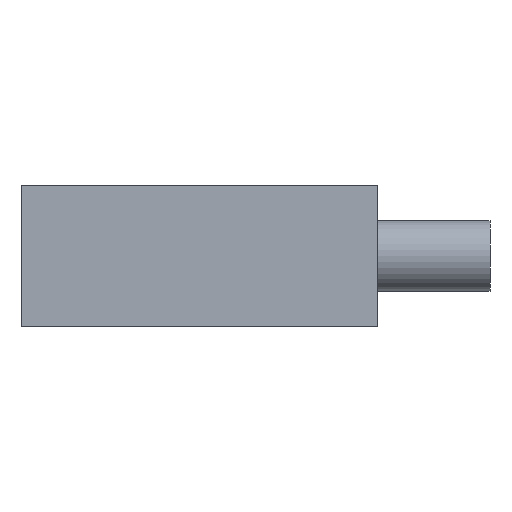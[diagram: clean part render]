
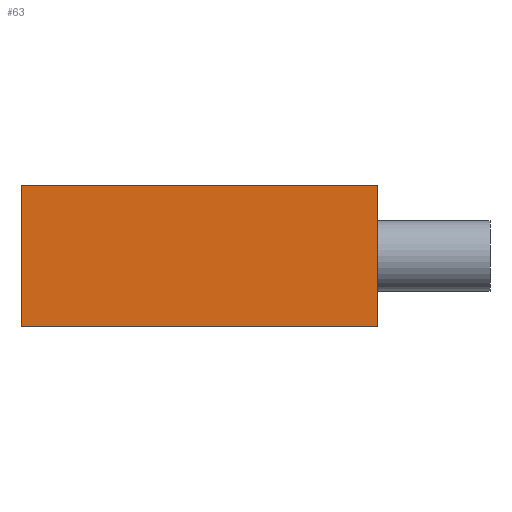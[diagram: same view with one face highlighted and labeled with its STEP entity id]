
A CAD part, left-side view. The second image highlights one B-rep face of the part: STEP entity #63.
In plain terms, the highlighted planar face has unit normal (-1, 0, 0).
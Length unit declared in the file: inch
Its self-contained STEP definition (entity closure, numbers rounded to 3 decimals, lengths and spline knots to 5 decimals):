
#63=ADVANCED_FACE('',(#86),#77,.F.);
#77=PLANE('',#269);
#86=FACE_OUTER_BOUND('',#94,.T.);
#94=EDGE_LOOP('',(#116,#117,#118,#119));
#116=ORIENTED_EDGE('',*,*,#198,.T.);
#117=ORIENTED_EDGE('',*,*,#199,.F.);
#118=ORIENTED_EDGE('',*,*,#200,.F.);
#119=ORIENTED_EDGE('',*,*,#201,.T.);
#176=VERTEX_POINT('',#365);
#177=VERTEX_POINT('',#366);
#178=VERTEX_POINT('',#368);
#179=VERTEX_POINT('',#370);
#198=EDGE_CURVE('',#176,#177,#228,.T.);
#199=EDGE_CURVE('',#178,#177,#229,.T.);
#200=EDGE_CURVE('',#179,#178,#230,.T.);
#201=EDGE_CURVE('',#179,#176,#231,.T.);
#228=LINE('',#364,#248);
#229=LINE('',#367,#249);
#230=LINE('',#369,#250);
#231=LINE('',#371,#251);
#248=VECTOR('',#295,1.);
#249=VECTOR('',#296,1.);
#250=VECTOR('',#297,1.);
#251=VECTOR('',#298,1.);
#269=AXIS2_PLACEMENT_3D('',#372,#299,#300);
#295=DIRECTION('',(0.,-1.,0.));
#296=DIRECTION('',(0.,0.,-1.));
#297=DIRECTION('',(0.,-1.,0.));
#298=DIRECTION('',(0.,0.,-1.));
#299=DIRECTION('',(1.,0.,0.));
#300=DIRECTION('',(0.,-1.,0.));
#364=CARTESIAN_POINT('',(-0.07,-0.27,0.));
#365=CARTESIAN_POINT('',(-0.07,-0.27,0.));
#366=CARTESIAN_POINT('',(-0.07,-0.9,0.));
#367=CARTESIAN_POINT('',(-0.07,-0.9,0.25));
#368=CARTESIAN_POINT('',(-0.07,-0.9,0.25));
#369=CARTESIAN_POINT('',(-0.07,-0.27,0.25));
#370=CARTESIAN_POINT('',(-0.07,-0.27,0.25));
#371=CARTESIAN_POINT('',(-0.07,-0.27,0.25));
#372=CARTESIAN_POINT('',(-0.07,-0.27,0.25));
